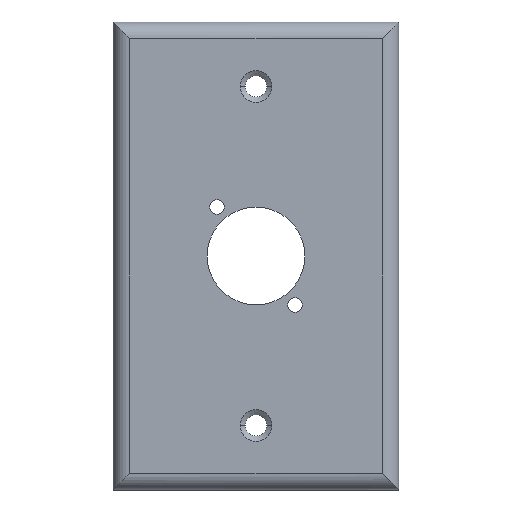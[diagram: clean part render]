
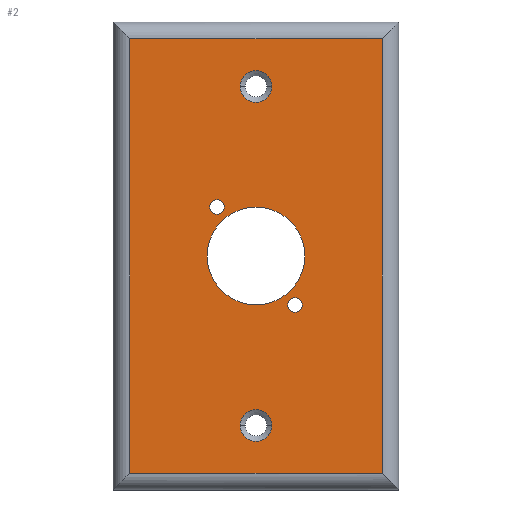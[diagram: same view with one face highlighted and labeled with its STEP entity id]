
A CAD part, top view. The second image highlights one B-rep face of the part: STEP entity #2.
In plain terms, the highlighted planar face has unit normal (0, 0, 1).
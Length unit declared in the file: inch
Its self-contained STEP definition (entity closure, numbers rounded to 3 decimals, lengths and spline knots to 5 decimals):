
#2 = ADVANCED_FACE ( 'NONE', ( #464, #460, #458, #456, #408, #463 ), #454, .F. ) ;
#4 = EDGE_CURVE ( 'NONE', #70, #44, #455, .T. ) ;
#11 = EDGE_LOOP ( 'NONE', ( #40, #33 ) ) ;
#15 = ORIENTED_EDGE ( 'NONE', *, *, #158, .F. ) ;
#18 = EDGE_CURVE ( 'NONE', #178, #177, #351, .T. ) ;
#22 = EDGE_LOOP ( 'NONE', ( #23, #35 ) ) ;
#23 = ORIENTED_EDGE ( 'NONE', *, *, #18, .F. ) ;
#27 = EDGE_LOOP ( 'NONE', ( #37, #15 ) ) ;
#29 = EDGE_CURVE ( 'NONE', #157, #200, #364, .T. ) ;
#30 = ORIENTED_EDGE ( 'NONE', *, *, #172, .T. ) ;
#31 = EDGE_LOOP ( 'NONE', ( #30, #54 ) ) ;
#33 = ORIENTED_EDGE ( 'NONE', *, *, #207, .F. ) ;
#35 = ORIENTED_EDGE ( 'NONE', *, *, #189, .F. ) ;
#37 = ORIENTED_EDGE ( 'NONE', *, *, #29, .F. ) ;
#38 = EDGE_CURVE ( 'NONE', #205, #197, #326, .T. ) ;
#39 = ORIENTED_EDGE ( 'NONE', *, *, #66, .T. ) ;
#40 = ORIENTED_EDGE ( 'NONE', *, *, #38, .F. ) ;
#41 = ORIENTED_EDGE ( 'NONE', *, *, #42, .T. ) ;
#42 = EDGE_CURVE ( 'NONE', #44, #48, #325, .T. ) ;
#43 = ORIENTED_EDGE ( 'NONE', *, *, #245, .T. ) ;
#44 = VERTEX_POINT ( 'NONE', #332 ) ;
#45 = EDGE_LOOP ( 'NONE', ( #43, #49 ) ) ;
#46 = EDGE_CURVE ( 'NONE', #237, #238, #316, .T. ) ;
#47 = EDGE_CURVE ( 'NONE', #159, #160, #327, .T. ) ;
#48 = VERTEX_POINT ( 'NONE', #380 ) ;
#49 = ORIENTED_EDGE ( 'NONE', *, *, #46, .T. ) ;
#50 = ORIENTED_EDGE ( 'NONE', *, *, #4, .T. ) ;
#54 = ORIENTED_EDGE ( 'NONE', *, *, #47, .T. ) ;
#55 = EDGE_LOOP ( 'NONE', ( #41, #63, #39, #50 ) ) ;
#62 = VERTEX_POINT ( 'NONE', #307 ) ;
#63 = ORIENTED_EDGE ( 'NONE', *, *, #69, .T. ) ;
#66 = EDGE_CURVE ( 'NONE', #62, #70, #375, .T. ) ;
#69 = EDGE_CURVE ( 'NONE', #48, #62, #294, .T. ) ;
#70 = VERTEX_POINT ( 'NONE', #292 ) ;
#157 = VERTEX_POINT ( 'NONE', #733 ) ;
#158 = EDGE_CURVE ( 'NONE', #200, #157, #523, .T. ) ;
#159 = VERTEX_POINT ( 'NONE', #530 ) ;
#160 = VERTEX_POINT ( 'NONE', #735 ) ;
#172 = EDGE_CURVE ( 'NONE', #160, #159, #585, .T. ) ;
#177 = VERTEX_POINT ( 'NONE', #571 ) ;
#178 = VERTEX_POINT ( 'NONE', #581 ) ;
#189 = EDGE_CURVE ( 'NONE', #177, #178, #662, .T. ) ;
#197 = VERTEX_POINT ( 'NONE', #670 ) ;
#200 = VERTEX_POINT ( 'NONE', #644 ) ;
#205 = VERTEX_POINT ( 'NONE', #602 ) ;
#207 = EDGE_CURVE ( 'NONE', #197, #205, #649, .T. ) ;
#237 = VERTEX_POINT ( 'NONE', #783 ) ;
#238 = VERTEX_POINT ( 'NONE', #782 ) ;
#245 = EDGE_CURVE ( 'NONE', #238, #237, #784, .T. ) ;
#289 = DIRECTION ( 'NONE',  ( 1., 0., 0. ) ) ;
#290 = VECTOR ( 'NONE', #289, 39.37008 ) ;
#291 = CARTESIAN_POINT ( 'NONE',  ( 0., 0.16, 0.2 ) ) ;
#292 = CARTESIAN_POINT ( 'NONE',  ( 2.59, 4.34, 0.2 ) ) ;
#294 = LINE ( 'NONE', #291, #290 ) ;
#296 = DIRECTION ( 'NONE',  ( 0., 1., 0. ) ) ;
#297 = VECTOR ( 'NONE', #296, 39.37008 ) ;
#307 = CARTESIAN_POINT ( 'NONE',  ( 2.59, 0.16, 0.2 ) ) ;
#310 = CARTESIAN_POINT ( 'NONE',  ( 1.375, 3.88, 0.2 ) ) ;
#311 = AXIS2_PLACEMENT_3D ( 'NONE', #310, #384, #383 ) ;
#312 = CARTESIAN_POINT ( 'NONE',  ( 1.375, 0.62, 0.2 ) ) ;
#314 = DIRECTION ( 'NONE',  ( 0., -1., 0. ) ) ;
#315 = VECTOR ( 'NONE', #314, 39.37008 ) ;
#316 = CIRCLE ( 'NONE', #311, 0.1525 ) ;
#318 = DIRECTION ( 'NONE',  ( 1., 0., 0. ) ) ;
#319 = DIRECTION ( 'NONE',  ( 0., 0., 1. ) ) ;
#320 = AXIS2_PLACEMENT_3D ( 'NONE', #331, #319, #318 ) ;
#322 = DIRECTION ( 'NONE',  ( 1., 0., 0. ) ) ;
#323 = DIRECTION ( 'NONE',  ( 0., 0., 1. ) ) ;
#324 = CARTESIAN_POINT ( 'NONE',  ( 0.16, 4.5, 0.2 ) ) ;
#325 = LINE ( 'NONE', #324, #315 ) ;
#326 = CIRCLE ( 'NONE', #320, 0.07 ) ;
#327 = CIRCLE ( 'NONE', #382, 0.1525 ) ;
#331 = CARTESIAN_POINT ( 'NONE',  ( 1.001, 2.722, 0.2 ) ) ;
#332 = CARTESIAN_POINT ( 'NONE',  ( 0.16, 4.34, 0.2 ) ) ;
#338 = CARTESIAN_POINT ( 'NONE',  ( 1.375, 2.25, 0.2 ) ) ;
#339 = DIRECTION ( 'NONE',  ( 1., 0., 0. ) ) ;
#340 = DIRECTION ( 'NONE',  ( 0., 0., 1. ) ) ;
#343 = AXIS2_PLACEMENT_3D ( 'NONE', #358, #340, #339 ) ;
#351 = CIRCLE ( 'NONE', #343, 0.07 ) ;
#358 = CARTESIAN_POINT ( 'NONE',  ( 1.749, 1.778, 0.2 ) ) ;
#359 = AXIS2_PLACEMENT_3D ( 'NONE', #338, #323, #322 ) ;
#364 = CIRCLE ( 'NONE', #359, 0.47 ) ;
#365 = DIRECTION ( 'NONE',  ( -1., 0., 0. ) ) ;
#366 = VECTOR ( 'NONE', #365, 39.37008 ) ;
#367 = CARTESIAN_POINT ( 'NONE',  ( 0., 4.34, 0.2 ) ) ;
#374 = CARTESIAN_POINT ( 'NONE',  ( 2.59, 4.5, 0.2 ) ) ;
#375 = LINE ( 'NONE', #374, #297 ) ;
#378 = DIRECTION ( 'NONE',  ( -1., 0., 0. ) ) ;
#379 = DIRECTION ( 'NONE',  ( 0., 0., -1. ) ) ;
#380 = CARTESIAN_POINT ( 'NONE',  ( 0.16, 0.16, 0.2 ) ) ;
#382 = AXIS2_PLACEMENT_3D ( 'NONE', #312, #379, #378 ) ;
#383 = DIRECTION ( 'NONE',  ( -1., 0., 0. ) ) ;
#384 = DIRECTION ( 'NONE',  ( 0., 0., -1. ) ) ;
#408 = FACE_BOUND ( 'NONE', #45, .T. ) ;
#452 = CARTESIAN_POINT ( 'NONE',  ( 0., 4.5, 0.2 ) ) ;
#454 = PLANE ( 'NONE',  #459 ) ;
#455 = LINE ( 'NONE', #367, #366 ) ;
#456 = FACE_BOUND ( 'NONE', #31, .T. ) ;
#458 = FACE_BOUND ( 'NONE', #27, .T. ) ;
#459 = AXIS2_PLACEMENT_3D ( 'NONE', #452, #462, #461 ) ;
#460 = FACE_BOUND ( 'NONE', #11, .T. ) ;
#461 = DIRECTION ( 'NONE',  ( -1., 0., 0. ) ) ;
#462 = DIRECTION ( 'NONE',  ( 0., 0., -1. ) ) ;
#463 = FACE_OUTER_BOUND ( 'NONE', #55, .T. ) ;
#464 = FACE_BOUND ( 'NONE', #22, .T. ) ;
#523 = CIRCLE ( 'NONE', #734, 0.47 ) ;
#530 = CARTESIAN_POINT ( 'NONE',  ( 1.2225, 0.62, 0.2 ) ) ;
#571 = CARTESIAN_POINT ( 'NONE',  ( 1.679, 1.778, 0.2 ) ) ;
#574 = DIRECTION ( 'NONE',  ( -1., 0., 0. ) ) ;
#575 = DIRECTION ( 'NONE',  ( 0., 0., -1. ) ) ;
#576 = CARTESIAN_POINT ( 'NONE',  ( 1.375, 0.62, 0.2 ) ) ;
#577 = AXIS2_PLACEMENT_3D ( 'NONE', #576, #575, #574 ) ;
#581 = CARTESIAN_POINT ( 'NONE',  ( 1.819, 1.778, 0.2 ) ) ;
#585 = CIRCLE ( 'NONE', #577, 0.1525 ) ;
#595 = DIRECTION ( 'NONE',  ( 1., 0., 0. ) ) ;
#596 = DIRECTION ( 'NONE',  ( 0., 0., 1. ) ) ;
#597 = AXIS2_PLACEMENT_3D ( 'NONE', #641, #596, #595 ) ;
#602 = CARTESIAN_POINT ( 'NONE',  ( 1.071, 2.722, 0.2 ) ) ;
#641 = CARTESIAN_POINT ( 'NONE',  ( 1.001, 2.722, 0.2 ) ) ;
#644 = CARTESIAN_POINT ( 'NONE',  ( 0.905, 2.25, 0.2 ) ) ;
#649 = CIRCLE ( 'NONE', #597, 0.07 ) ;
#655 = DIRECTION ( 'NONE',  ( 1., 0., 0. ) ) ;
#656 = DIRECTION ( 'NONE',  ( 0., 0., 1. ) ) ;
#657 = CARTESIAN_POINT ( 'NONE',  ( 1.749, 1.778, 0.2 ) ) ;
#658 = AXIS2_PLACEMENT_3D ( 'NONE', #657, #656, #655 ) ;
#662 = CIRCLE ( 'NONE', #658, 0.07 ) ;
#670 = CARTESIAN_POINT ( 'NONE',  ( 0.931, 2.722, 0.2 ) ) ;
#727 = DIRECTION ( 'NONE',  ( 1., 0., 0. ) ) ;
#728 = DIRECTION ( 'NONE',  ( 0., 0., 1. ) ) ;
#729 = CARTESIAN_POINT ( 'NONE',  ( 1.375, 2.25, 0.2 ) ) ;
#733 = CARTESIAN_POINT ( 'NONE',  ( 1.845, 2.25, 0.2 ) ) ;
#734 = AXIS2_PLACEMENT_3D ( 'NONE', #729, #728, #727 ) ;
#735 = CARTESIAN_POINT ( 'NONE',  ( 1.5275, 0.62, 0.2 ) ) ;
#764 = DIRECTION ( 'NONE',  ( -1., 0., 0. ) ) ;
#765 = DIRECTION ( 'NONE',  ( 0., 0., -1. ) ) ;
#766 = CARTESIAN_POINT ( 'NONE',  ( 1.375, 3.88, 0.2 ) ) ;
#782 = CARTESIAN_POINT ( 'NONE',  ( 1.5275, 3.88, 0.2 ) ) ;
#783 = CARTESIAN_POINT ( 'NONE',  ( 1.2225, 3.88, 0.2 ) ) ;
#784 = CIRCLE ( 'NONE', #786, 0.1525 ) ;
#786 = AXIS2_PLACEMENT_3D ( 'NONE', #766, #765, #764 ) ;
